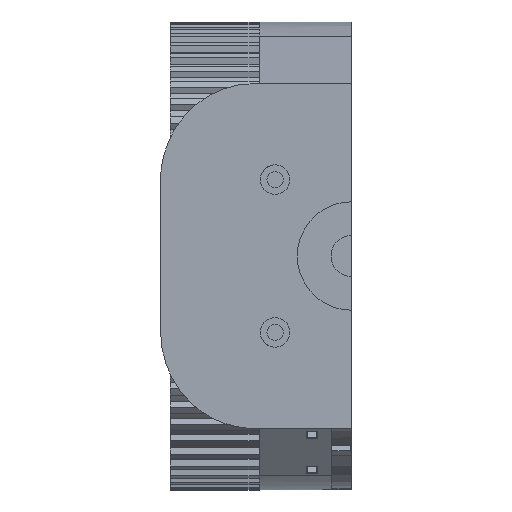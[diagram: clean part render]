
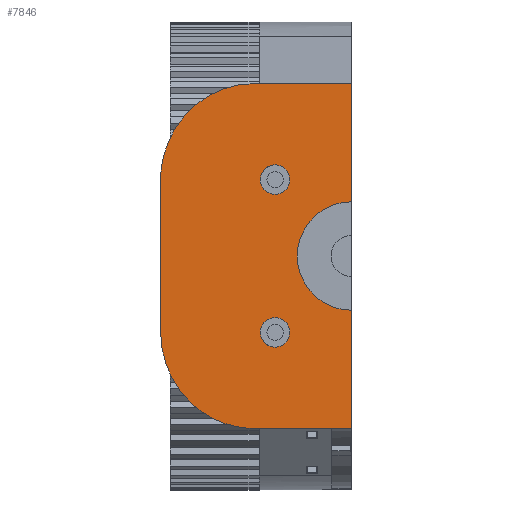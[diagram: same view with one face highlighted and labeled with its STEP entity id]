
A CAD part, left-side view. The second image highlights one B-rep face of the part: STEP entity #7846.
In plain terms, the highlighted planar face has unit normal (-1, 0, 0).
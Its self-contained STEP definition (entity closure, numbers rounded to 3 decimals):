
#165=B_SPLINE_CURVE_WITH_KNOTS('',3,(#12425,#12426,#12427,#12428,#12429,
#12430,#12431,#12432,#12433,#12434,#12435,#12436),.UNSPECIFIED.,.F.,.F.,
(4,2,2,2,2,4),(0.,0.769,1.523,2.271,2.672,
3.048),.UNSPECIFIED.);
#194=B_SPLINE_CURVE_WITH_KNOTS('',3,(#13070,#13071,#13072,#13073,#13074,
#13075,#13076,#13077,#13078,#13079,#13080,#13081),.UNSPECIFIED.,.F.,.F.,
(4,2,2,2,2,4),(0.,0.375,0.775,1.522,
2.275,3.044),.UNSPECIFIED.);
#512=CIRCLE('',#8562,11.);
#513=CIRCLE('',#8563,3.);
#514=CIRCLE('',#8564,3.);
#515=CIRCLE('',#8565,3.);
#516=CIRCLE('',#8566,3.);
#605=FACE_BOUND('',#1097,.T.);
#606=FACE_BOUND('',#1098,.T.);
#666=FACE_OUTER_BOUND('',#1096,.T.);
#1096=EDGE_LOOP('',(#6035,#6036,#6037,#6038,#6039,#6040,#6041,#6042));
#1097=EDGE_LOOP('',(#6043,#6044));
#1098=EDGE_LOOP('',(#6045,#6046));
#1491=LINE('',#11392,#2286);
#1507=LINE('',#11424,#2302);
#1709=LINE('',#13289,#2504);
#1913=LINE('',#13897,#2708);
#1916=LINE('',#13908,#2711);
#2286=VECTOR('',#9030,24.);
#2302=VECTOR('',#9046,24.);
#2504=VECTOR('',#9698,30.602);
#2708=VECTOR('',#10132,19.75);
#2711=VECTOR('',#10135,19.75);
#3087=VERTEX_POINT('',#11387);
#3088=VERTEX_POINT('',#11391);
#3103=VERTEX_POINT('',#11421);
#3104=VERTEX_POINT('',#11423);
#3468=VERTEX_POINT('',#12341);
#3469=VERTEX_POINT('',#12424);
#3504=VERTEX_POINT('',#13013);
#3505=VERTEX_POINT('',#13069);
#3746=VERTEX_POINT('',#13930);
#3747=VERTEX_POINT('',#13931);
#3748=VERTEX_POINT('',#13934);
#3749=VERTEX_POINT('',#13935);
#3905=EDGE_CURVE('',#3088,#3087,#1491,.T.);
#3921=EDGE_CURVE('',#3104,#3103,#1507,.T.);
#4300=EDGE_CURVE('',#3469,#3468,#165,.T.);
#4339=EDGE_CURVE('',#3505,#3504,#194,.T.);
#4376=EDGE_CURVE('',#3469,#3504,#1709,.T.);
#4674=EDGE_CURVE('',#3505,#3087,#1913,.T.);
#4677=EDGE_CURVE('',#3468,#3104,#1916,.T.);
#4679=EDGE_CURVE('',#3088,#3103,#512,.T.);
#4680=EDGE_CURVE('',#3746,#3747,#513,.T.);
#4681=EDGE_CURVE('',#3747,#3746,#514,.T.);
#4682=EDGE_CURVE('',#3748,#3749,#515,.T.);
#4683=EDGE_CURVE('',#3749,#3748,#516,.T.);
#6035=ORIENTED_EDGE('',*,*,#3921,.T.);
#6036=ORIENTED_EDGE('',*,*,#4679,.F.);
#6037=ORIENTED_EDGE('',*,*,#3905,.T.);
#6038=ORIENTED_EDGE('',*,*,#4674,.F.);
#6039=ORIENTED_EDGE('',*,*,#4339,.T.);
#6040=ORIENTED_EDGE('',*,*,#4376,.F.);
#6041=ORIENTED_EDGE('',*,*,#4300,.T.);
#6042=ORIENTED_EDGE('',*,*,#4677,.T.);
#6043=ORIENTED_EDGE('',*,*,#4680,.F.);
#6044=ORIENTED_EDGE('',*,*,#4681,.F.);
#6045=ORIENTED_EDGE('',*,*,#4682,.F.);
#6046=ORIENTED_EDGE('',*,*,#4683,.F.);
#7546=PLANE('',#8561);
#7846=ADVANCED_FACE('',(#666,#605,#606),#7546,.F.);
#8561=AXIS2_PLACEMENT_3D('',#13928,#10136,#10137);
#8562=AXIS2_PLACEMENT_3D('',#13929,#10138,#10139);
#8563=AXIS2_PLACEMENT_3D('',#13932,#10140,#10141);
#8564=AXIS2_PLACEMENT_3D('',#13933,#10142,#10143);
#8565=AXIS2_PLACEMENT_3D('',#13936,#10144,#10145);
#8566=AXIS2_PLACEMENT_3D('',#13937,#10146,#10147);
#9030=DIRECTION('',(0.,0.,1.));
#9046=DIRECTION('',(0.,0.,1.));
#9698=DIRECTION('',(0.,0.,1.));
#10132=DIRECTION('',(0.,-1.,0.));
#10135=DIRECTION('',(0.,-1.,0.));
#10136=DIRECTION('center_axis',(1.,0.,0.));
#10137=DIRECTION('ref_axis',(0.,0.,-1.));
#10138=DIRECTION('center_axis',(-1.,0.,0.));
#10139=DIRECTION('ref_axis',(0.,0.,1.));
#10140=DIRECTION('center_axis',(-1.,0.,0.));
#10141=DIRECTION('ref_axis',(0.,0.,1.));
#10142=DIRECTION('center_axis',(-1.,0.,0.));
#10143=DIRECTION('ref_axis',(0.,0.,1.));
#10144=DIRECTION('center_axis',(-1.,0.,0.));
#10145=DIRECTION('ref_axis',(0.,0.,1.));
#10146=DIRECTION('center_axis',(-1.,0.,0.));
#10147=DIRECTION('ref_axis',(0.,0.,1.));
#11387=CARTESIAN_POINT('',(0.,0.,0.));
#11391=CARTESIAN_POINT('',(0.,0.,-24.));
#11392=CARTESIAN_POINT('',(0.,0.,-24.));
#11421=CARTESIAN_POINT('',(0.,0.,-46.));
#11423=CARTESIAN_POINT('',(0.,0.,-70.));
#11424=CARTESIAN_POINT('',(0.,0.,-70.));
#12341=CARTESIAN_POINT('',(0.,19.75,-70.));
#12424=CARTESIAN_POINT('',(0.,38.75,-50.301));
#12425=CARTESIAN_POINT('Ctrl Pts',(0.,38.75,-50.301));
#12426=CARTESIAN_POINT('Ctrl Pts',(0.,38.75,
-52.864));
#12427=CARTESIAN_POINT('Ctrl Pts',(0.,38.264,
-55.409));
#12428=CARTESIAN_POINT('Ctrl Pts',(0.,36.387,
-60.124));
#12429=CARTESIAN_POINT('Ctrl Pts',(0.,35.028,
-62.267));
#12430=CARTESIAN_POINT('Ctrl Pts',(0.,31.59,
-65.9));
#12431=CARTESIAN_POINT('Ctrl Pts',(0.,29.547,
-67.363));
#12432=CARTESIAN_POINT('Ctrl Pts',(0.,26.058,
-68.93));
#12433=CARTESIAN_POINT('Ctrl Pts',(0.,24.785,
-69.344));
#12434=CARTESIAN_POINT('Ctrl Pts',(0.,22.251,
-69.871));
#12435=CARTESIAN_POINT('Ctrl Pts',(0.,21.003,
-70.));
#12436=CARTESIAN_POINT('Ctrl Pts',(0.,19.75,-70.));
#13013=CARTESIAN_POINT('',(0.,38.75,-19.699));
#13069=CARTESIAN_POINT('',(0.,19.75,0.));
#13070=CARTESIAN_POINT('Ctrl Pts',(0.,19.75,0.));
#13071=CARTESIAN_POINT('Ctrl Pts',(0.,21.001,
0.));
#13072=CARTESIAN_POINT('Ctrl Pts',(0.,22.247,
-0.129));
#13073=CARTESIAN_POINT('Ctrl Pts',(0.,24.777,
-0.654));
#13074=CARTESIAN_POINT('Ctrl Pts',(0.,26.048,
-1.067));
#13075=CARTESIAN_POINT('Ctrl Pts',(0.,29.537,
-2.63));
#13076=CARTESIAN_POINT('Ctrl Pts',(0.,31.58,
-4.092));
#13077=CARTESIAN_POINT('Ctrl Pts',(0.,35.021,
-7.722));
#13078=CARTESIAN_POINT('Ctrl Pts',(0.,36.381,
-9.864));
#13079=CARTESIAN_POINT('Ctrl Pts',(0.,38.262,
-14.582));
#13080=CARTESIAN_POINT('Ctrl Pts',(0.,38.75,
-17.132));
#13081=CARTESIAN_POINT('Ctrl Pts',(0.,38.75,-19.699));
#13289=CARTESIAN_POINT('',(0.,38.75,-50.301));
#13897=CARTESIAN_POINT('',(0.,19.75,0.));
#13908=CARTESIAN_POINT('',(0.,19.75,-70.));
#13928=CARTESIAN_POINT('Origin',(0.,38.75,0.));
#13929=CARTESIAN_POINT('Origin',(0.,0.,-35.));
#13930=CARTESIAN_POINT('',(0.,15.5,-47.5));
#13931=CARTESIAN_POINT('',(0.,15.5,-53.5));
#13932=CARTESIAN_POINT('Origin',(0.,15.5,-50.5));
#13933=CARTESIAN_POINT('Origin',(0.,15.5,-50.5));
#13934=CARTESIAN_POINT('',(0.,15.5,-16.5));
#13935=CARTESIAN_POINT('',(0.,15.5,-22.5));
#13936=CARTESIAN_POINT('Origin',(0.,15.5,-19.5));
#13937=CARTESIAN_POINT('Origin',(0.,15.5,-19.5));
